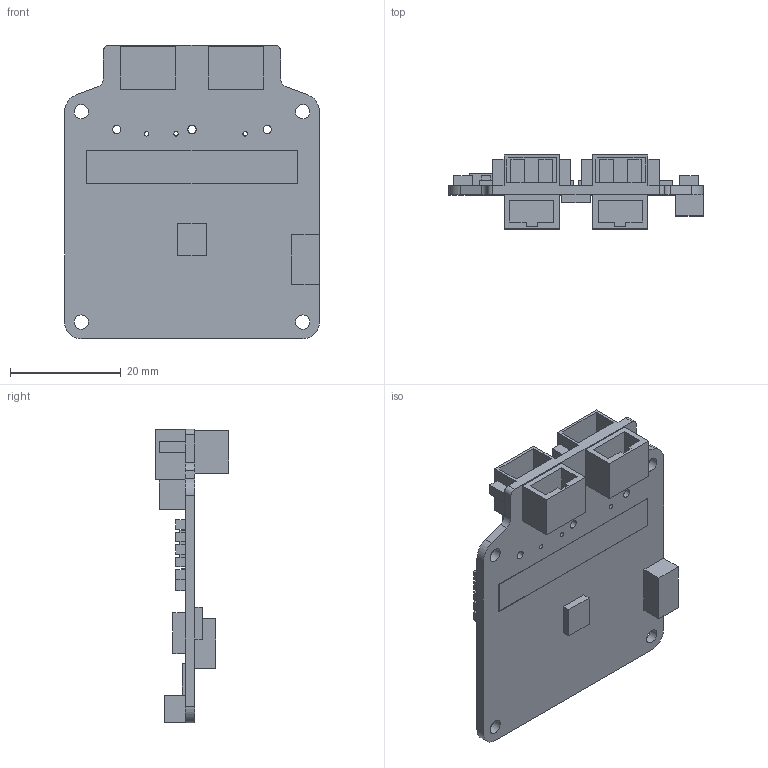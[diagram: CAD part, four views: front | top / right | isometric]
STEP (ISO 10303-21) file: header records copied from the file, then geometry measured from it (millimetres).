
FILE_DESCRIPTION(/* description */ (''),/* implementation_level */ '2;1');
FILE_NAME(/* name */ 'moteus_r43.step',/* time_stamp */ '2020-07-29T07:39:49-04:00',/* author */ (''),/* organization */ (''),/* preprocessor_version */ 'ST-DEVELOPER v18.1',/* originating_system */ 'Autodesk Translation Framework v9.3.0.1241',/* authorisation */ '');
FILE_SCHEMA (('AUTOMOTIVE_DESIGN { 1 0 10303 214 3 1 1 }'));
Length unit declared in the file: millimetre
Products named in the file (1): moteus controller
Bounding box: 46 x 13.35 x 53 mm (x, y, z)
Volume: 5867.3 mm3; surface area: 7779.8 mm2
Topology: 1 solids, 1 shells, 266 faces, 684 edges, 456 vertices
Faces by surface type: plane 248, cylinder 18
Full cylindrical faces by diameter (mm): 0.8 x3, 1.5 x3, 2.6 x4
Entity records: 8017 total; most frequent: CARTESIAN_POINT 1407, ORIENTED_EDGE 1368, DIRECTION 1254, EDGE_CURVE 684, LINE 648, VECTOR 648, VERTEX_POINT 456, EDGE_LOOP 322
